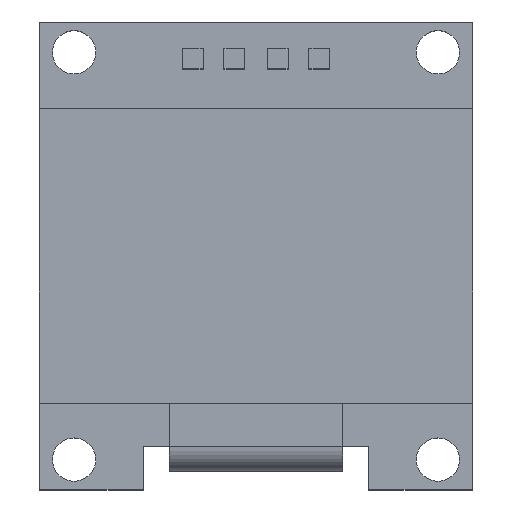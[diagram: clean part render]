
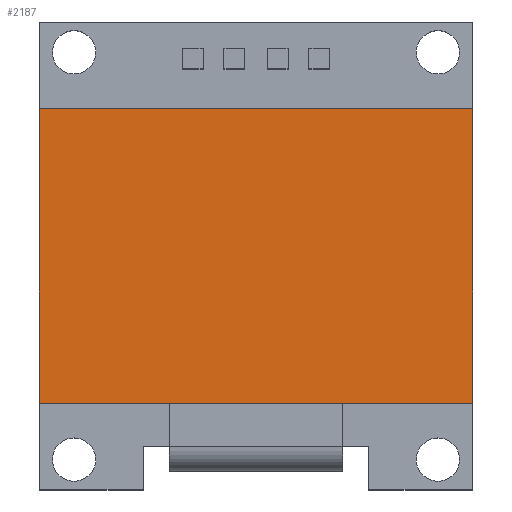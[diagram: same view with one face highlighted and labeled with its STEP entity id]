
A CAD part, top view. The second image highlights one B-rep face of the part: STEP entity #2187.
In plain terms, the highlighted planar face has unit normal (0, 0, 1).
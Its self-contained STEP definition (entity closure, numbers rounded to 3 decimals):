
#33 = CARTESIAN_POINT ( 'NONE',  ( 0., 0., 3.3 ) ) ;
#49 = VECTOR ( 'NONE', #1873, 1000. ) ;
#56 = ORIENTED_EDGE ( 'NONE', *, *, #625, .T. ) ;
#201 = VECTOR ( 'NONE', #508, 1000. ) ;
#290 = EDGE_CURVE ( 'NONE', #1290, #2155, #387, .T. ) ;
#294 = LINE ( 'NONE', #2126, #1706 ) ;
#323 = DIRECTION ( 'NONE',  ( 0., -1., 0. ) ) ;
#387 = LINE ( 'NONE', #1104, #49 ) ;
#389 = LINE ( 'NONE', #1809, #201 ) ;
#432 = CARTESIAN_POINT ( 'NONE',  ( 12.5, 8.5, 3.3 ) ) ;
#443 = DIRECTION ( 'NONE',  ( 0., 1., 0. ) ) ;
#508 = DIRECTION ( 'NONE',  ( -1., 0., 0. ) ) ;
#527 = VECTOR ( 'NONE', #323, 1000. ) ;
#563 = ORIENTED_EDGE ( 'NONE', *, *, #906, .T. ) ;
#625 = EDGE_CURVE ( 'NONE', #2155, #630, #294, .T. ) ;
#630 = VERTEX_POINT ( 'NONE', #432 ) ;
#708 = EDGE_CURVE ( 'NONE', #630, #945, #389, .T. ) ;
#793 = PLANE ( 'NONE',  #1747 ) ;
#892 = ORIENTED_EDGE ( 'NONE', *, *, #708, .T. ) ;
#906 = EDGE_CURVE ( 'NONE', #945, #1290, #1377, .T. ) ;
#945 = VERTEX_POINT ( 'NONE', #1467 ) ;
#1104 = CARTESIAN_POINT ( 'NONE',  ( -12.5, -8.5, 3.3 ) ) ;
#1141 = CARTESIAN_POINT ( 'NONE',  ( 12.5, -8.5, 3.3 ) ) ;
#1222 = CARTESIAN_POINT ( 'NONE',  ( -12.5, -8.5, 3.3 ) ) ;
#1232 = EDGE_LOOP ( 'NONE', ( #563, #1240, #56, #892 ) ) ;
#1240 = ORIENTED_EDGE ( 'NONE', *, *, #290, .T. ) ;
#1290 = VERTEX_POINT ( 'NONE', #1222 ) ;
#1377 = LINE ( 'NONE', #2035, #527 ) ;
#1467 = CARTESIAN_POINT ( 'NONE',  ( -12.5, 8.5, 3.3 ) ) ;
#1706 = VECTOR ( 'NONE', #443, 1000. ) ;
#1729 = DIRECTION ( 'NONE',  ( 0., 0., 1. ) ) ;
#1747 = AXIS2_PLACEMENT_3D ( 'NONE', #33, #1729, #2090 ) ;
#1809 = CARTESIAN_POINT ( 'NONE',  ( -12.5, 8.5, 3.3 ) ) ;
#1873 = DIRECTION ( 'NONE',  ( 1., 0., 0. ) ) ;
#2035 = CARTESIAN_POINT ( 'NONE',  ( -12.5, 8.5, 3.3 ) ) ;
#2090 = DIRECTION ( 'NONE',  ( 1., 0., 0. ) ) ;
#2126 = CARTESIAN_POINT ( 'NONE',  ( 12.5, 8.5, 3.3 ) ) ;
#2155 = VERTEX_POINT ( 'NONE', #1141 ) ;
#2187 = ADVANCED_FACE ( 'NONE', ( #2191 ), #793, .T. ) ;
#2191 = FACE_OUTER_BOUND ( 'NONE', #1232, .T. ) ;
